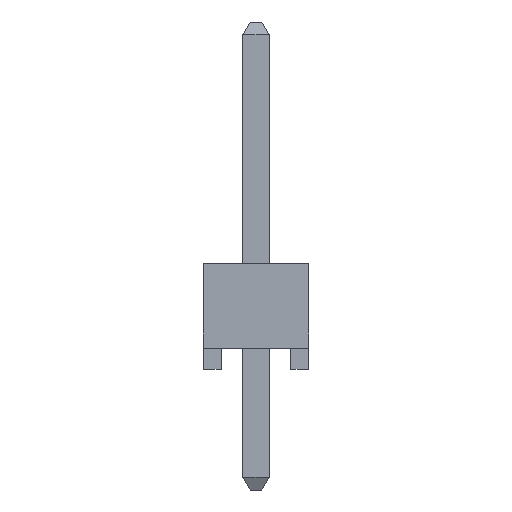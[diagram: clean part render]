
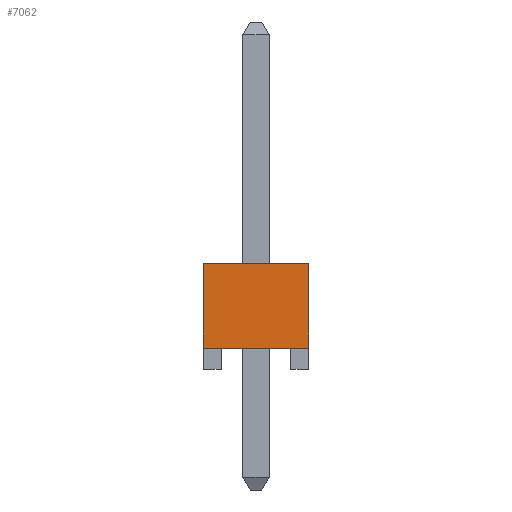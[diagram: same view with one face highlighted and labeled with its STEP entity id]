
A CAD part, left-side view. The second image highlights one B-rep face of the part: STEP entity #7062.
In plain terms, the highlighted planar face has unit normal (-1, 0, 0).
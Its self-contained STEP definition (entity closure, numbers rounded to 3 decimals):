
#222=FACE_OUTER_BOUND('',#694,.T.);
#694=EDGE_LOOP('',(#4881,#4882,#4883,#4884));
#1239=LINE('',#10221,#2199);
#1240=LINE('',#10223,#2200);
#1241=LINE('',#10225,#2201);
#1242=LINE('',#10226,#2202);
#2199=VECTOR('',#8290,2.54);
#2200=VECTOR('',#8291,2.032);
#2201=VECTOR('',#8292,2.54);
#2202=VECTOR('',#8293,2.032);
#3111=VERTEX_POINT('',#10219);
#3112=VERTEX_POINT('',#10220);
#3113=VERTEX_POINT('',#10222);
#3114=VERTEX_POINT('',#10224);
#3783=EDGE_CURVE('',#3111,#3112,#1239,.T.);
#3784=EDGE_CURVE('',#3113,#3111,#1240,.T.);
#3785=EDGE_CURVE('',#3114,#3113,#1241,.T.);
#3786=EDGE_CURVE('',#3112,#3114,#1242,.T.);
#4881=ORIENTED_EDGE('',*,*,#3783,.F.);
#4882=ORIENTED_EDGE('',*,*,#3784,.F.);
#4883=ORIENTED_EDGE('',*,*,#3785,.F.);
#4884=ORIENTED_EDGE('',*,*,#3786,.F.);
#6590=PLANE('',#7603);
#7062=ADVANCED_FACE('',(#222),#6590,.T.);
#7603=AXIS2_PLACEMENT_3D('',#10218,#8288,#8289);
#8288=DIRECTION('center_axis',(-1.,0.,0.));
#8289=DIRECTION('ref_axis',(0.,0.,1.));
#8290=DIRECTION('',(0.,-1.,0.));
#8291=DIRECTION('',(0.,0.,1.));
#8292=DIRECTION('',(0.,1.,0.));
#8293=DIRECTION('',(0.,0.,-1.));
#10218=CARTESIAN_POINT('Origin',(-1.27,0.,1.524));
#10219=CARTESIAN_POINT('',(-1.27,1.27,2.54));
#10220=CARTESIAN_POINT('',(-1.27,-1.27,2.54));
#10221=CARTESIAN_POINT('',(-1.27,0.,2.54));
#10222=CARTESIAN_POINT('',(-1.27,1.27,0.508));
#10223=CARTESIAN_POINT('',(-1.27,1.27,1.524));
#10224=CARTESIAN_POINT('',(-1.27,-1.27,0.508));
#10225=CARTESIAN_POINT('',(-1.27,0.,0.508));
#10226=CARTESIAN_POINT('',(-1.27,-1.27,1.524));
